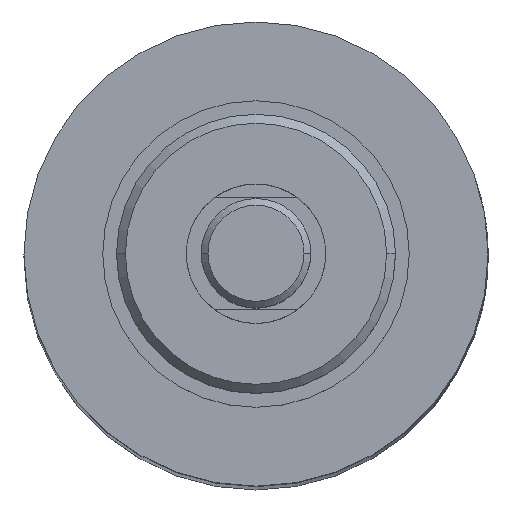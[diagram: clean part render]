
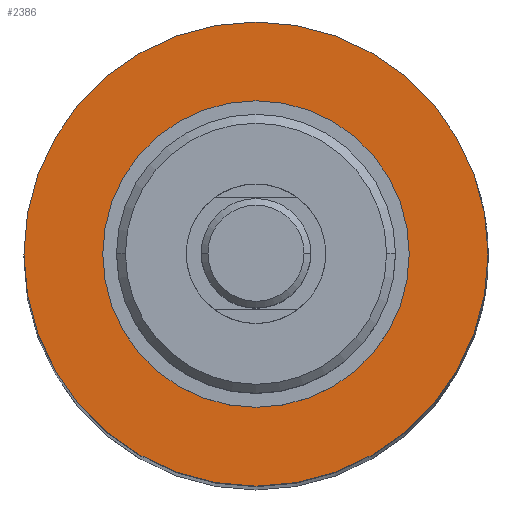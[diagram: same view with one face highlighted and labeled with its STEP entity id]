
A CAD part, top view. The second image highlights one B-rep face of the part: STEP entity #2386.
In plain terms, the highlighted planar face has unit normal (0, 0, 1).
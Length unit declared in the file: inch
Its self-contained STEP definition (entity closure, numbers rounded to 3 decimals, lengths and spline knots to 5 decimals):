
#178 = ORIENTED_EDGE ( 'NONE', *, *, #1533, .T. ) ;
#188 = CIRCLE ( 'NONE', #1464, 0.68675 ) ;
#255 = DIRECTION ( 'NONE',  ( 1., 0., 0. ) ) ;
#262 = CIRCLE ( 'NONE', #2016, 1.04 ) ;
#345 = CARTESIAN_POINT ( 'NONE',  ( 0., 0., 0.92 ) ) ;
#370 = EDGE_CURVE ( 'NONE', #2027, #918, #188, .T. ) ;
#372 = DIRECTION ( 'NONE',  ( 0., 0., 1. ) ) ;
#375 = EDGE_CURVE ( 'NONE', #918, #2027, #1092, .T. ) ;
#473 = EDGE_LOOP ( 'NONE', ( #499, #1216 ) ) ;
#499 = ORIENTED_EDGE ( 'NONE', *, *, #370, .F. ) ;
#544 = DIRECTION ( 'NONE',  ( 1., 0., 0. ) ) ;
#692 = FACE_OUTER_BOUND ( 'NONE', #2427, .T. ) ;
#814 = CARTESIAN_POINT ( 'NONE',  ( 0., 0., 0.92 ) ) ;
#918 = VERTEX_POINT ( 'NONE', #2274 ) ;
#1038 = DIRECTION ( 'NONE',  ( 0., 0., 1. ) ) ;
#1039 = DIRECTION ( 'NONE',  ( 1., 0., 0. ) ) ;
#1092 = CIRCLE ( 'NONE', #1614, 0.68675 ) ;
#1131 = CARTESIAN_POINT ( 'NONE',  ( 0., 0., 0.92 ) ) ;
#1205 = CARTESIAN_POINT ( 'NONE',  ( 1.04, 0., 0.92 ) ) ;
#1216 = ORIENTED_EDGE ( 'NONE', *, *, #375, .F. ) ;
#1281 = CARTESIAN_POINT ( 'NONE',  ( -1.04, 0., 0.92 ) ) ;
#1340 = PLANE ( 'NONE',  #2062 ) ;
#1464 = AXIS2_PLACEMENT_3D ( 'NONE', #1703, #372, #1919 ) ;
#1533 = EDGE_CURVE ( 'NONE', #2253, #2448, #262, .T. ) ;
#1587 = DIRECTION ( 'NONE',  ( 0., 0., 1. ) ) ;
#1614 = AXIS2_PLACEMENT_3D ( 'NONE', #2370, #1038, #2594 ) ;
#1687 = CIRCLE ( 'NONE', #2379, 1.04 ) ;
#1703 = CARTESIAN_POINT ( 'NONE',  ( 0., 0., 0.92 ) ) ;
#1919 = DIRECTION ( 'NONE',  ( 1., 0., 0. ) ) ;
#2016 = AXIS2_PLACEMENT_3D ( 'NONE', #814, #2371, #1039 ) ;
#2027 = VERTEX_POINT ( 'NONE', #2694 ) ;
#2062 = AXIS2_PLACEMENT_3D ( 'NONE', #1131, #1587, #255 ) ;
#2171 = ORIENTED_EDGE ( 'NONE', *, *, #2431, .T. ) ;
#2253 = VERTEX_POINT ( 'NONE', #1281 ) ;
#2274 = CARTESIAN_POINT ( 'NONE',  ( 0.68675, 0., 0.92 ) ) ;
#2370 = CARTESIAN_POINT ( 'NONE',  ( 0., 0., 0.92 ) ) ;
#2371 = DIRECTION ( 'NONE',  ( 0., 0., 1. ) ) ;
#2379 = AXIS2_PLACEMENT_3D ( 'NONE', #345, #2790, #544 ) ;
#2386 = ADVANCED_FACE ( 'NONE', ( #692, #2405 ), #1340, .T. ) ;
#2405 = FACE_BOUND ( 'NONE', #473, .T. ) ;
#2427 = EDGE_LOOP ( 'NONE', ( #178, #2171 ) ) ;
#2431 = EDGE_CURVE ( 'NONE', #2448, #2253, #1687, .T. ) ;
#2448 = VERTEX_POINT ( 'NONE', #1205 ) ;
#2594 = DIRECTION ( 'NONE',  ( 1., 0., 0. ) ) ;
#2694 = CARTESIAN_POINT ( 'NONE',  ( -0.68675, 0., 0.92 ) ) ;
#2790 = DIRECTION ( 'NONE',  ( 0., 0., 1. ) ) ;
